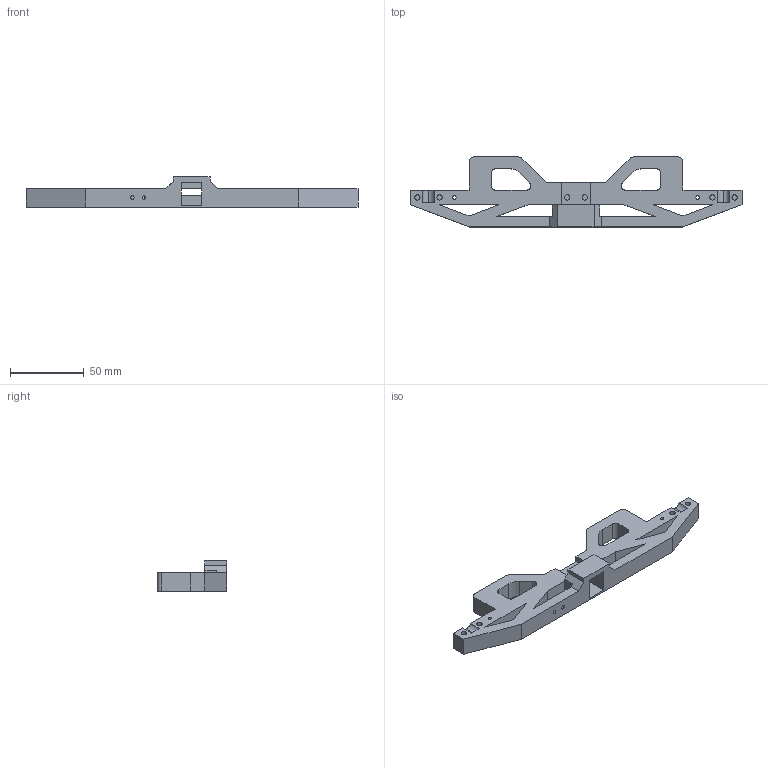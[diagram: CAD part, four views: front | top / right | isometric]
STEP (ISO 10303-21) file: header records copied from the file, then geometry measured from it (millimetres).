
FILE_DESCRIPTION (( 'STEP AP203' ), '1' );
FILE_NAME ('bed chassis-spreader-OH.STEP', '2018-02-11T19:25:21', ( '' ), ( '' ), 'SwSTEP 2.0', 'SolidWorks 2017', '' );
FILE_SCHEMA (( 'CONFIG_CONTROL_DESIGN' ));
Length unit declared in the file: millimetre
Products named in the file (1): bed chassis-spreader-OH
Bounding box: 225 x 47.43 x 20.5 mm (x, y, z)
Volume: 71065.8 mm3; surface area: 27057 mm2
Topology: 1 solids, 1 shells, 117 faces, 316 edges, 210 vertices
Faces by surface type: plane 69, cylinder 48
Entity records: 3811 total; most frequent: DIRECTION 648, CARTESIAN_POINT 644, ORIENTED_EDGE 632, EDGE_CURVE 316, VECTOR 220, LINE 220, AXIS2_PLACEMENT_3D 214, VERTEX_POINT 210
